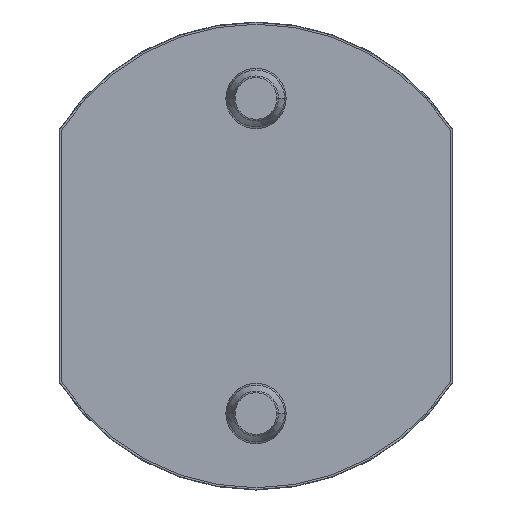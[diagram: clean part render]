
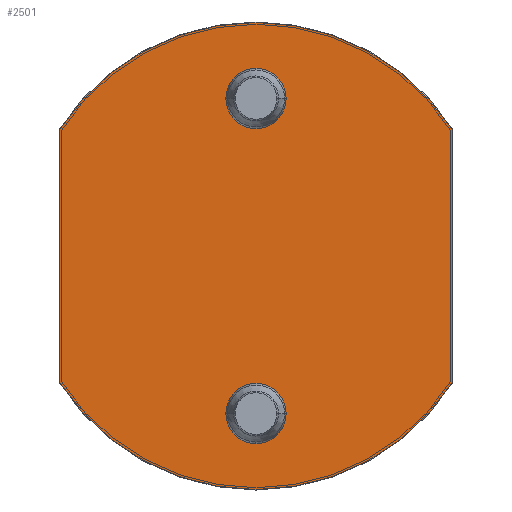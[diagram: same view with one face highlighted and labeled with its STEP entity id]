
A CAD part, front view. The second image highlights one B-rep face of the part: STEP entity #2501.
In plain terms, the highlighted face is planar.
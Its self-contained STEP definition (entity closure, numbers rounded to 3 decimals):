
#146 = DIRECTION ( 'NONE',  ( 0., 1., 0. ) ) ;
#188 = AXIS2_PLACEMENT_3D ( 'NONE', #323, #825, #6395 ) ;
#273 = DIRECTION ( 'NONE',  ( -1., 0., 0. ) ) ;
#323 = CARTESIAN_POINT ( 'NONE',  ( 0., 1.7, -1.725 ) ) ;
#326 = EDGE_CURVE ( 'NONE', #438, #5759, #5001, .T. ) ;
#438 = VERTEX_POINT ( 'NONE', #1981 ) ;
#597 = EDGE_LOOP ( 'NONE', ( #4687, #5796, #4025, #2903 ) ) ;
#698 = DIRECTION ( 'NONE',  ( 0., 0., -1. ) ) ;
#802 = VERTEX_POINT ( 'NONE', #902 ) ;
#825 = DIRECTION ( 'NONE',  ( 0., 0., -1. ) ) ;
#832 = CARTESIAN_POINT ( 'NONE',  ( 0., 0., -1.725 ) ) ;
#902 = CARTESIAN_POINT ( 'NONE',  ( 0.325, -1.7, -1.725 ) ) ;
#1016 = CARTESIAN_POINT ( 'NONE',  ( -0.325, -1.7, -1.725 ) ) ;
#1059 = CARTESIAN_POINT ( 'NONE',  ( 2.12, 1.362, -1.725 ) ) ;
#1319 = ORIENTED_EDGE ( 'NONE', *, *, #3357, .F. ) ;
#1397 = DIRECTION ( 'NONE',  ( 0., -1., 0. ) ) ;
#1399 = VERTEX_POINT ( 'NONE', #4947 ) ;
#1615 = CARTESIAN_POINT ( 'NONE',  ( -0.325, 1.7, -1.725 ) ) ;
#1657 = EDGE_CURVE ( 'NONE', #6830, #3063, #5254, .T. ) ;
#1784 = DIRECTION ( 'NONE',  ( 0., 0., -1. ) ) ;
#1819 = EDGE_CURVE ( 'NONE', #5310, #802, #6184, .T. ) ;
#1822 = AXIS2_PLACEMENT_3D ( 'NONE', #5590, #1784, #273 ) ;
#1824 = CARTESIAN_POINT ( 'NONE',  ( 2.12, 0., -1.725 ) ) ;
#1981 = CARTESIAN_POINT ( 'NONE',  ( 2.12, -1.362, -1.725 ) ) ;
#2215 = CARTESIAN_POINT ( 'NONE',  ( 0., 0., -1.725 ) ) ;
#2282 = AXIS2_PLACEMENT_3D ( 'NONE', #6676, #3941, #4520 ) ;
#2501 = ADVANCED_FACE ( 'NONE', ( #3605, #3764, #5811 ), #2784, .T. ) ;
#2530 = DIRECTION ( 'NONE',  ( 0., 0., -1. ) ) ;
#2532 = CIRCLE ( 'NONE', #1822, 0.325 ) ;
#2644 = EDGE_CURVE ( 'NONE', #5759, #6830, #4459, .T. ) ;
#2692 = EDGE_CURVE ( 'NONE', #3063, #438, #5726, .T. ) ;
#2718 = VECTOR ( 'NONE', #146, 1000. ) ;
#2742 = CARTESIAN_POINT ( 'NONE',  ( 0., -1.7, -1.725 ) ) ;
#2784 = PLANE ( 'NONE',  #6561 ) ;
#2903 = ORIENTED_EDGE ( 'NONE', *, *, #326, .T. ) ;
#2914 = CIRCLE ( 'NONE', #2282, 0.325 ) ;
#3063 = VERTEX_POINT ( 'NONE', #1059 ) ;
#3089 = EDGE_LOOP ( 'NONE', ( #3108, #7062 ) ) ;
#3108 = ORIENTED_EDGE ( 'NONE', *, *, #4428, .F. ) ;
#3302 = DIRECTION ( 'NONE',  ( -1., 0., 0. ) ) ;
#3357 = EDGE_CURVE ( 'NONE', #802, #5310, #2914, .T. ) ;
#3420 = CARTESIAN_POINT ( 'NONE',  ( -2.12, 0., -1.725 ) ) ;
#3504 = CARTESIAN_POINT ( 'NONE',  ( -2.12, 1.362, -1.725 ) ) ;
#3531 = VERTEX_POINT ( 'NONE', #1615 ) ;
#3605 = FACE_OUTER_BOUND ( 'NONE', #597, .T. ) ;
#3706 = CARTESIAN_POINT ( 'NONE',  ( -2.12, -1.362, -1.725 ) ) ;
#3764 = FACE_BOUND ( 'NONE', #4559, .T. ) ;
#3832 = DIRECTION ( 'NONE',  ( 0., 0., -1. ) ) ;
#3905 = CIRCLE ( 'NONE', #188, 0.325 ) ;
#3941 = DIRECTION ( 'NONE',  ( 0., 0., -1. ) ) ;
#4025 = ORIENTED_EDGE ( 'NONE', *, *, #2692, .T. ) ;
#4277 = ORIENTED_EDGE ( 'NONE', *, *, #1819, .F. ) ;
#4286 = AXIS2_PLACEMENT_3D ( 'NONE', #832, #2530, #6400 ) ;
#4290 = VECTOR ( 'NONE', #1397, 1000. ) ;
#4428 = EDGE_CURVE ( 'NONE', #1399, #3531, #2532, .T. ) ;
#4439 = DIRECTION ( 'NONE',  ( -1., 0., 0. ) ) ;
#4459 = LINE ( 'NONE', #3420, #2718 ) ;
#4520 = DIRECTION ( 'NONE',  ( -1., 0., 0. ) ) ;
#4559 = EDGE_LOOP ( 'NONE', ( #1319, #4277 ) ) ;
#4687 = ORIENTED_EDGE ( 'NONE', *, *, #2644, .T. ) ;
#4947 = CARTESIAN_POINT ( 'NONE',  ( 0.325, 1.7, -1.725 ) ) ;
#4987 = CARTESIAN_POINT ( 'NONE',  ( 0., 0., -1.725 ) ) ;
#5001 = CIRCLE ( 'NONE', #6390, 2.52 ) ;
#5254 = CIRCLE ( 'NONE', #4286, 2.52 ) ;
#5310 = VERTEX_POINT ( 'NONE', #1016 ) ;
#5590 = CARTESIAN_POINT ( 'NONE',  ( 0., 1.7, -1.725 ) ) ;
#5726 = LINE ( 'NONE', #1824, #4290 ) ;
#5759 = VERTEX_POINT ( 'NONE', #3706 ) ;
#5796 = ORIENTED_EDGE ( 'NONE', *, *, #1657, .T. ) ;
#5811 = FACE_BOUND ( 'NONE', #3089, .T. ) ;
#5848 = DIRECTION ( 'NONE',  ( -1., 0., 0. ) ) ;
#5878 = EDGE_CURVE ( 'NONE', #3531, #1399, #3905, .T. ) ;
#6184 = CIRCLE ( 'NONE', #6683, 0.325 ) ;
#6390 = AXIS2_PLACEMENT_3D ( 'NONE', #4987, #698, #5848 ) ;
#6395 = DIRECTION ( 'NONE',  ( -1., 0., 0. ) ) ;
#6400 = DIRECTION ( 'NONE',  ( -1., 0., 0. ) ) ;
#6561 = AXIS2_PLACEMENT_3D ( 'NONE', #2215, #3832, #4439 ) ;
#6601 = DIRECTION ( 'NONE',  ( 0., 0., -1. ) ) ;
#6676 = CARTESIAN_POINT ( 'NONE',  ( 0., -1.7, -1.725 ) ) ;
#6683 = AXIS2_PLACEMENT_3D ( 'NONE', #2742, #6601, #3302 ) ;
#6830 = VERTEX_POINT ( 'NONE', #3504 ) ;
#7062 = ORIENTED_EDGE ( 'NONE', *, *, #5878, .F. ) ;
